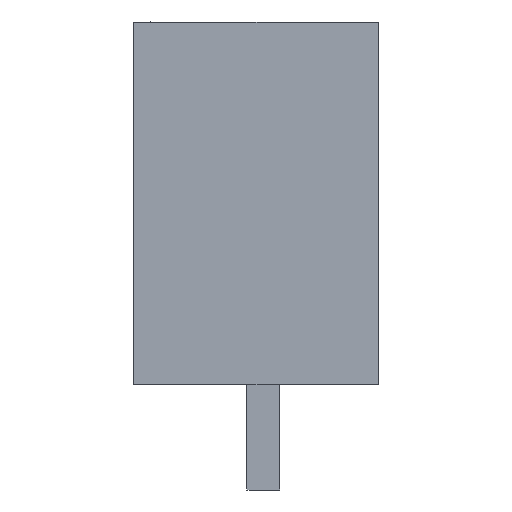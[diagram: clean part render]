
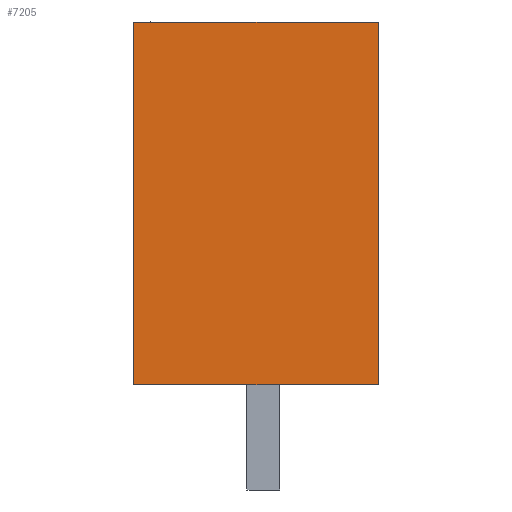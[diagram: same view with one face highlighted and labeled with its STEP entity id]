
A CAD part, left-side view. The second image highlights one B-rep face of the part: STEP entity #7205.
In plain terms, the highlighted planar face has unit normal (-1, 0, 0).
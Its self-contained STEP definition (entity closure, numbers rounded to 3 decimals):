
#7185=AXIS2_PLACEMENT_3D('Plane Axis2P3D',#7182,#7183,#7184) ;
#275=CARTESIAN_POINT('Vertex',(0.,7.45,3.2)) ;
#278=CARTESIAN_POINT('Line Origine',(0.,7.45,8.725)) ;
#282=CARTESIAN_POINT('Vertex',(0.,7.45,14.25)) ;
#7166=CARTESIAN_POINT('Vertex',(0.,0.,3.2)) ;
#7169=CARTESIAN_POINT('Line Origine',(0.,3.725,3.2)) ;
#7182=CARTESIAN_POINT('Axis2P3D Location',(0.,7.45,1.8)) ;
#7187=CARTESIAN_POINT('Line Origine',(0.,0.,8.725)) ;
#7191=CARTESIAN_POINT('Vertex',(0.,0.,14.25)) ;
#7194=CARTESIAN_POINT('Line Origine',(0.,3.725,14.25)) ;
#279=DIRECTION('Vector Direction',(0.,0.,-1.)) ;
#7170=DIRECTION('Vector Direction',(0.,-1.,0.)) ;
#7183=DIRECTION('Axis2P3D Direction',(1.,0.,-0.)) ;
#7184=DIRECTION('Axis2P3D XDirection',(0.,0.,1.)) ;
#7188=DIRECTION('Vector Direction',(0.,0.,1.)) ;
#7195=DIRECTION('Vector Direction',(0.,1.,0.)) ;
#280=VECTOR('Line Direction',#279,1.) ;
#7171=VECTOR('Line Direction',#7170,1.) ;
#7189=VECTOR('Line Direction',#7188,1.) ;
#7196=VECTOR('Line Direction',#7195,1.) ;
#7200=ORIENTED_EDGE('',*,*,#7173,.F.) ;
#7201=ORIENTED_EDGE('',*,*,#7193,.F.) ;
#7202=ORIENTED_EDGE('',*,*,#7198,.F.) ;
#7203=ORIENTED_EDGE('',*,*,#284,.F.) ;
#7205=ADVANCED_FACE('HOUSING',(#7204),#7186,.F.) ;
#284=EDGE_CURVE('',#276,#283,#281,.F.) ;
#7173=EDGE_CURVE('',#7167,#276,#7172,.F.) ;
#7193=EDGE_CURVE('',#7192,#7167,#7190,.F.) ;
#7198=EDGE_CURVE('',#283,#7192,#7197,.F.) ;
#7199=EDGE_LOOP('',(#7200,#7201,#7202,#7203)) ;
#7204=FACE_OUTER_BOUND('',#7199,.T.) ;
#281=LINE('Line',#278,#280) ;
#7172=LINE('Line',#7169,#7171) ;
#7190=LINE('Line',#7187,#7189) ;
#7197=LINE('Line',#7194,#7196) ;
#7186=PLANE('',#7185) ;
#276=VERTEX_POINT('',#275) ;
#283=VERTEX_POINT('',#282) ;
#7167=VERTEX_POINT('',#7166) ;
#7192=VERTEX_POINT('',#7191) ;
